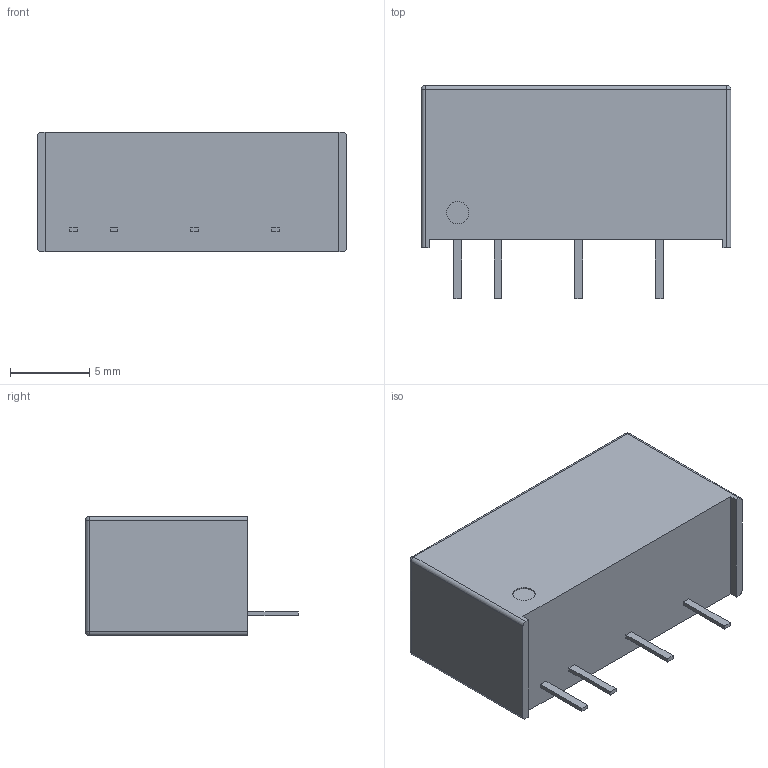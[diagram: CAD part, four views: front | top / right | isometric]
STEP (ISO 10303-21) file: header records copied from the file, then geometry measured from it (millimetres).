
FILE_DESCRIPTION(('STEP AP242'), '1');
FILE_NAME('TMH_2415D', '', ('UNSPECIFIED'), ('UNSPECIFIED'), 'C3D Converter', 'C3D Toolkit', '');
FILE_SCHEMA(('AP242_MANAGED_MODEL_BASED_3D_ENGINEERING_MIM_LF { 1 0 10303 442 1 1 4 }'));
Length unit declared in the file: millimetre
Products named in the file (1): TMH_2415D
Bounding box: 19.5 x 13.4 x 7.5 mm (x, y, z)
Volume: 1422.8 mm3; surface area: 844.7 mm2
Topology: 1 solids, 1 shells, 44 faces, 103 edges, 62 vertices
Faces by surface type: plane 31, cylinder 9, sphere 4
Full cylindrical faces by diameter (mm): 1.4 x1
Entity records: 1587 total; most frequent: DIRECTION 206, CARTESIAN_POINT 205, ORIENTED_EDGE 196, EDGE_CURVE 98, LINE 80, VECTOR 80, AXIS2_PLACEMENT_3D 63, VERTEX_POINT 62
